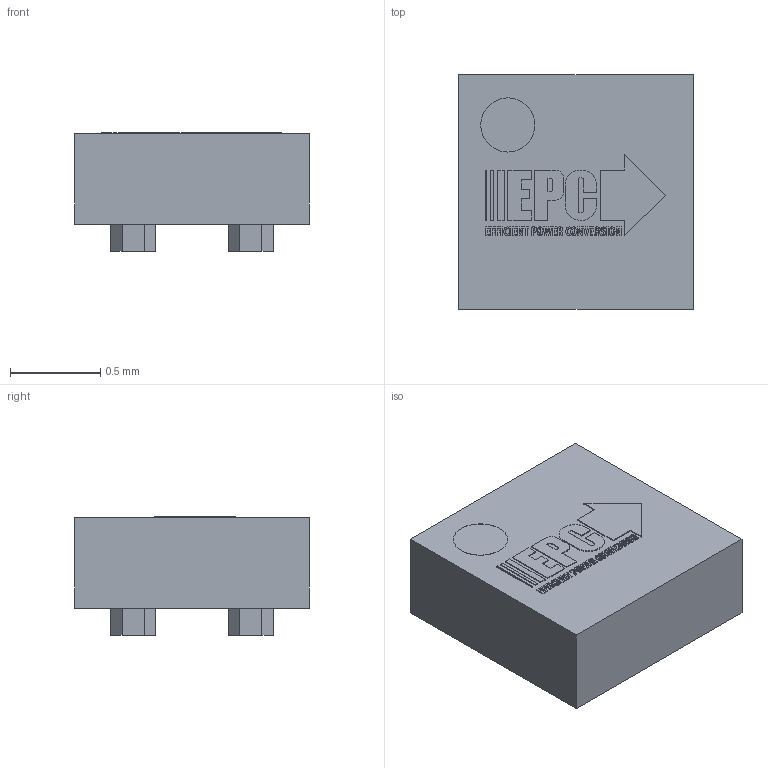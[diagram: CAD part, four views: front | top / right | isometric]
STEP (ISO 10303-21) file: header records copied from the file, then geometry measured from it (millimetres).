
FILE_DESCRIPTION(('FreeCAD Model'),'2;1');
FILE_NAME('Open CASCADE Shape Model','2023-11-27T13:40:38',(''),(''), 'Open CASCADE STEP processor 7.6','FreeCAD','Unknown');
FILE_SCHEMA(('AUTOMOTIVE_DESIGN { 1 0 10303 214 1 1 1 1 }'));
Length unit declared in the file: millimetre
Products named in the file (44): D0474; EPClogo1mm; Extrude024; Extrude; Extrude001; Extrude002; Extrude003; Extrude004; Extrude005; Extrude006; Extrude007; Extrude008; Extrude009; Extrude010; Extrude011; Extrude012; Extrude013; Extrude014; Extrude015; Extrude016; Extrude017; Extrude018; Extrude019; Extrude020; Extrude021; Extrude022; Extrude023; 1mm007; 1mm; 1mm001; 1mm002; 1mm003; 1mm004; 1mm005; 1mm006; 7660105424; Extruded; 7660105424001; 7660105424002; 7660105424003 ...
Assembly tree (46 placements, depth 4):
  D0474
    EPClogo1mm
      Extrude024
        Extrude
        Extrude001
        Extrude002
        Extrude003
        Extrude004
        Extrude005
        Extrude006
        Extrude007
        Extrude008
        Extrude009
        Extrude010
        Extrude011
        Extrude012
        Extrude013
        Extrude014
        Extrude015
        Extrude016
        Extrude017
        Extrude018
        Extrude019
        Extrude020
        Extrude021
        Extrude022
        Extrude023
      1mm007
        1mm
        1mm001
        1mm002
        1mm003
        1mm004
        1mm005
        1mm006
    7660105424
      Extruded
    7660105424001
      Extruded
    7660105424002
      Extruded
    7660105424003
      Extruded
    7660106624
      Cylinder
    7660096784
      Extruded004
Bounding box: 1.3 x 1.3 x 0.66 mm (x, y, z)
Volume: 0.9 mm3; surface area: 7.6 mm2
Topology: 37 solids, 37 shells, 533 faces, 1377 edges, 918 vertices
Faces by surface type: plane 276, bspline 152, extrusion 104, cylinder 1
Full cylindrical faces by diameter (mm): 0.3 x1
Entity records: 16302 total; most frequent: CARTESIAN_POINT 4531, ORIENTED_EDGE 2610, DIRECTION 1377, EDGE_CURVE 1305, VERTEX_POINT 870, VECTOR 785, B_SPLINE_CURVE_WITH_KNOTS 726, LINE 681
